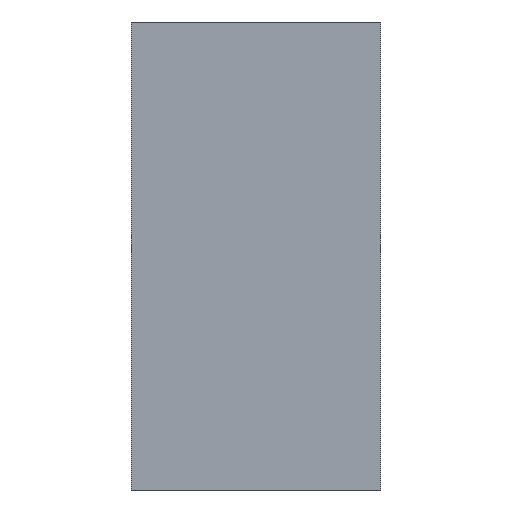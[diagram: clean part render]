
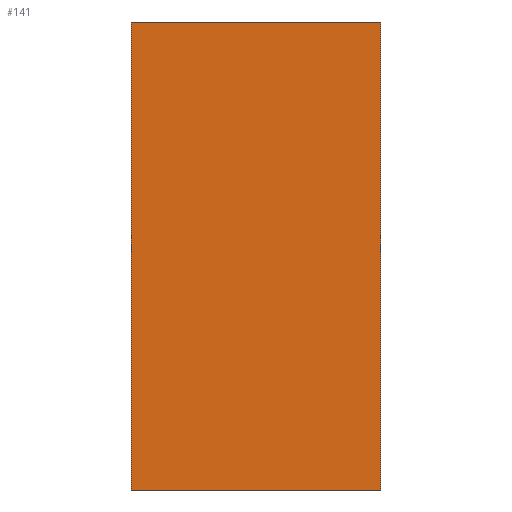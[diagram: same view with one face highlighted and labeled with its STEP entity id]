
A CAD part, left-side view. The second image highlights one B-rep face of the part: STEP entity #141.
In plain terms, the highlighted planar face has unit normal (-1, 0, 0).
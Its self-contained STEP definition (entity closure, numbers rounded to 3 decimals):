
#18=FACE_OUTER_BOUND('',#26,.T.);
#26=EDGE_LOOP('',(#103,#104,#105,#106));
#37=LINE('',#227,#53);
#40=LINE('',#236,#56);
#41=LINE('',#237,#57);
#42=LINE('',#238,#58);
#53=VECTOR('',#187,10.);
#56=VECTOR('',#194,10.);
#57=VECTOR('',#195,10.);
#58=VECTOR('',#196,10.);
#69=VERTEX_POINT('',#224);
#70=VERTEX_POINT('',#226);
#73=VERTEX_POINT('',#234);
#74=VERTEX_POINT('',#235);
#81=EDGE_CURVE('',#70,#69,#37,.T.);
#85=EDGE_CURVE('',#73,#74,#40,.T.);
#86=EDGE_CURVE('',#70,#74,#41,.T.);
#87=EDGE_CURVE('',#73,#69,#42,.T.);
#103=ORIENTED_EDGE('',*,*,#85,.T.);
#104=ORIENTED_EDGE('',*,*,#86,.F.);
#105=ORIENTED_EDGE('',*,*,#81,.T.);
#106=ORIENTED_EDGE('',*,*,#87,.F.);
#134=PLANE('',#173);
#141=ADVANCED_FACE('',(#18),#134,.T.);
#173=AXIS2_PLACEMENT_3D('',#233,#192,#193);
#187=DIRECTION('',(0.,-1.,0.));
#192=DIRECTION('center_axis',(-1.,0.,0.));
#193=DIRECTION('ref_axis',(0.,0.,1.));
#194=DIRECTION('',(0.,1.,0.));
#195=DIRECTION('',(0.,0.,1.));
#196=DIRECTION('',(0.,0.,-1.));
#224=CARTESIAN_POINT('',(-16.,-4.,-7.5));
#226=CARTESIAN_POINT('',(-16.,4.,-7.5));
#227=CARTESIAN_POINT('',(-16.,4.,-7.5));
#233=CARTESIAN_POINT('Origin',(-16.,-4.,0.));
#234=CARTESIAN_POINT('',(-16.,-4.,7.5));
#235=CARTESIAN_POINT('',(-16.,4.,7.5));
#236=CARTESIAN_POINT('',(-16.,4.,7.5));
#237=CARTESIAN_POINT('',(-16.,4.,0.));
#238=CARTESIAN_POINT('',(-16.,-4.,0.));
